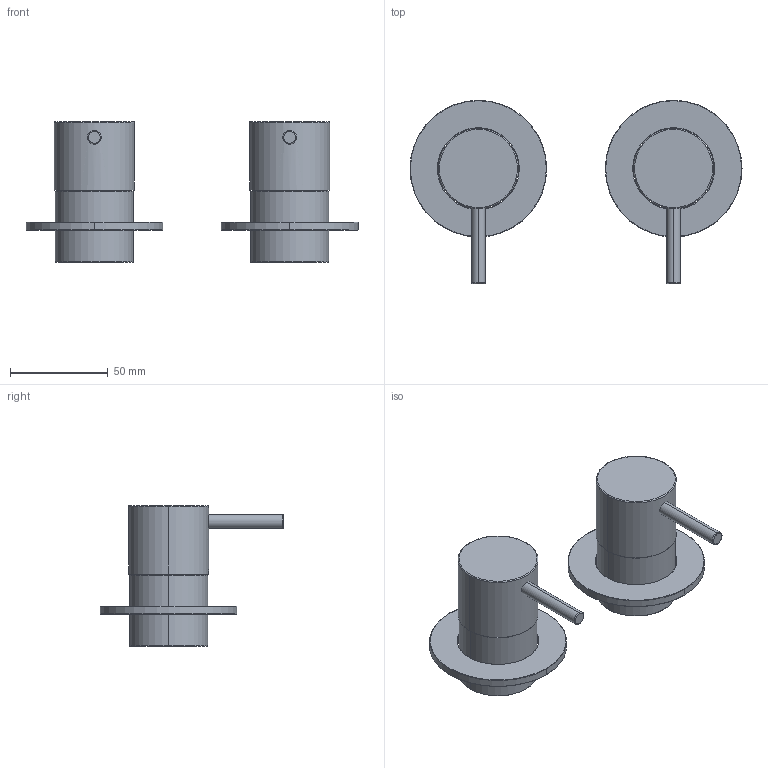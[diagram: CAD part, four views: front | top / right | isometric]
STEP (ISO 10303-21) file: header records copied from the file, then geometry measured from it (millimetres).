
FILE_DESCRIPTION (( 'STEP AP214' ), '1' );
FILE_NAME ('COM.0004 3D.STEP', '2023-01-19T11:28:39', ( '' ), ( '' ), 'SwSTEP 2.0', 'SolidWorks 2022', '' );
FILE_SCHEMA (( 'AUTOMOTIVE_DESIGN' ));
Length unit declared in the file: millimetre
Products named in the file (5): 0001-MANIPULO_Ø40x35MM_ESTRIADO_000000000000; 0001-ESPELHO_Ø70_CORPO_CARTUCHO_Ø35_000000000000; COM.0004 3D; 0001-POMULO_Ø7x40MM_000000000000; 0001-CASQUILHO_Ø40x37MM_000000000000
Assembly tree (8 placements, depth 2):
  COM.0004 3D
    0001-CASQUILHO_Ø40x37MM_000000000000  x2
    0001-MANIPULO_Ø40x35MM_ESTRIADO_000000000000  x2
    0001-POMULO_Ø7x40MM_000000000000  x2
    0001-ESPELHO_Ø70_CORPO_CARTUCHO_Ø35_000000000000  x2
Bounding box: 170 x 94 x 72 mm (x, y, z)
Volume: 85188.5 mm3; surface area: 59970.2 mm2
Topology: 8 solids, 8 shells, 726 faces, 1888 edges, 1190 vertices
Faces by surface type: plane 452, cylinder 182, cone 72, torus 20
Entity records: 11417 total; most frequent: CARTESIAN_POINT 2508, ORIENTED_EDGE 1884, DIRECTION 1714, EDGE_CURVE 942, LINE 638, VECTOR 638, VERTEX_POINT 595, AXIS2_PLACEMENT_3D 538
